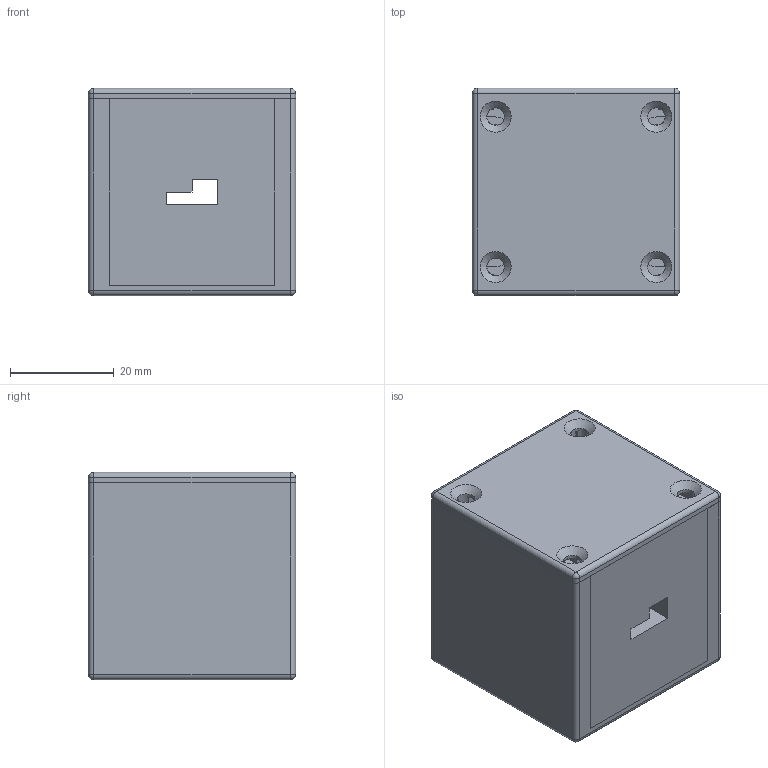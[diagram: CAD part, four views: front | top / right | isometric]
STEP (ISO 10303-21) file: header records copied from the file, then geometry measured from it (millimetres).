
FILE_DESCRIPTION(('FreeCAD Model'),'2;1');
FILE_NAME('Open CASCADE Shape Model','2025-11-11T13:37:34',(''),(''), 'Open CASCADE STEP processor 7.8','FreeCAD','Unknown');
FILE_SCHEMA(('AUTOMOTIVE_DESIGN { 1 0 10303 214 1 1 1 1 }'));
Length unit declared in the file: millimetre
Products named in the file (5): Unnamed; Body001; Body002; Body003; Body005
Assembly tree (4 placements, depth 2):
  Unnamed
    Body001
    Body002
    Body003
    Body005
Bounding box: 40 x 40 x 40 mm (x, y, z)
Volume: 19420.4 mm3; surface area: 20943.2 mm2
Topology: 4 solids, 4 shells, 172 faces, 451 edges, 286 vertices
Faces by surface type: plane 129, cylinder 31, sphere 8, cone 4
Full cylindrical faces by diameter (mm): 2.9 x4, 3.4 x4, 3.5 x1, 12 x1, 14 x1
Entity records: 5327 total; most frequent: CARTESIAN_POINT 906, ORIENTED_EDGE 886, DIRECTION 879, EDGE_CURVE 443, LINE 361, VECTOR 361, VERTEX_POINT 286, AXIS2_PLACEMENT_3D 259
